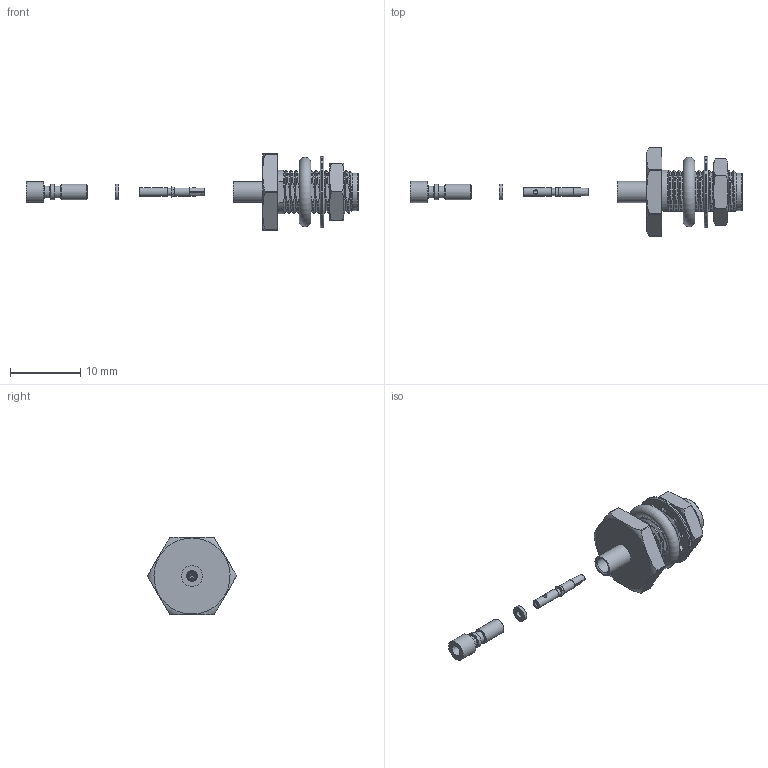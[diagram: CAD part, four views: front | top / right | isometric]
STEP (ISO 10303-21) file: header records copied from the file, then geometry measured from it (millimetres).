
FILE_DESCRIPTION(/* description */ ('Unknown'),/* implementation_level */ '2;1');
FILE_NAME(/* name */ '60326521112320',/* time_stamp */ '2021-01-08T15:48:53+01:00',/* author */ ('Unknown'),/* organization */ ('Unknown'),/* preprocessor_version */ 'ST-DEVELOPER v16.7',/* originating_system */ 'DEX',/* authorisation */ $);
FILE_SCHEMA (('AUTOMOTIVE_DESIGN {1 0 10303 214 3 1 1}'));
Length unit declared in the file: millimetre
Products named in the file (9): 60326521112320; 60326521112x20_ConnectorBody; 60326421110420_Insulator; 6032642111xx20_Washer; 60326521112320_Insulator2; 60326421110420_CenterPin; 60326421102320_Ferrule; 6032642111xx20_Nut; 60326521112x20_Gasket
Assembly tree (8 placements, depth 2):
  60326521112320
    60326521112x20_ConnectorBody
    60326421110420_Insulator
    6032642111xx20_Washer
    60326521112320_Insulator2
    60326421110420_CenterPin
    60326421102320_Ferrule
    6032642111xx20_Nut
    60326521112x20_Gasket
Bounding box: 47.3 x 12.6 x 11 mm (x, y, z)
Volume: 597.1 mm3; surface area: 1700.7 mm2
Topology: 8 solids, 8 shells, 202 faces, 513 edges, 338 vertices
Faces by surface type: plane 91, cylinder 69, torus 20, cone 18, bspline 4
Full cylindrical faces by diameter (mm): 0.4 x1, 0.6 x1, 0.97 x1, 1.05 x1, 1.25 x1, 1.27 x2, 1.3 x1, 1.6 x1, 1.7 x2, 2.2 x3, 2.25 x1, 2.3 x1, 3 x2, 4.1 x2, 4.65 x1, 5.34 x1, 6.24 x1, 9.8 x1, 10.2 x1
Entity records: 13426 total; most frequent: CARTESIAN_POINT 8761, ORIENTED_EDGE 892, DIRECTION 892, EDGE_CURVE 446, AXIS2_PLACEMENT_3D 362, VERTEX_POINT 318, FACE_BOUND 272, EDGE_LOOP 271
